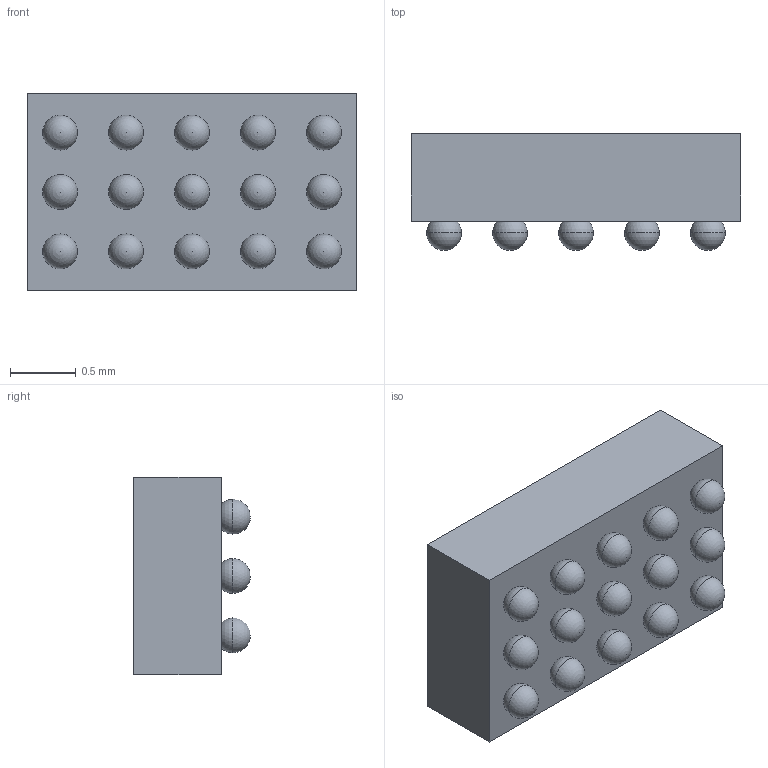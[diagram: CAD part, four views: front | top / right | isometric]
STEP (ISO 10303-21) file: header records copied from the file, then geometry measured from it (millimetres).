
FILE_DESCRIPTION (( 'STEP AP214' ), '1' );
FILE_NAME ('EPC2045.STEP', '2022-05-17T01:47:47', ( '' ), ( '' ), 'SwSTEP 2.0', 'SolidWorks 2017', '' );
FILE_SCHEMA (( 'AUTOMOTIVE_DESIGN' ));
Length unit declared in the file: millimetre
Products named in the file (1): EPC2045
Bounding box: 2.5 x 0.89 x 1.5 mm (x, y, z)
Volume: 2.6 mm3; surface area: 16.2 mm2
Topology: 17 solids, 17 shells, 58 faces, 144 edges, 106 vertices
Faces by surface type: sphere 30, plane 24, cylinder 4
Entity records: 1554 total; most frequent: DIRECTION 270, CARTESIAN_POINT 219, ORIENTED_EDGE 168, AXIS2_PLACEMENT_3D 127, EDGE_CURVE 84, VERTEX_POINT 76, EDGE_LOOP 74, CIRCLE 68
